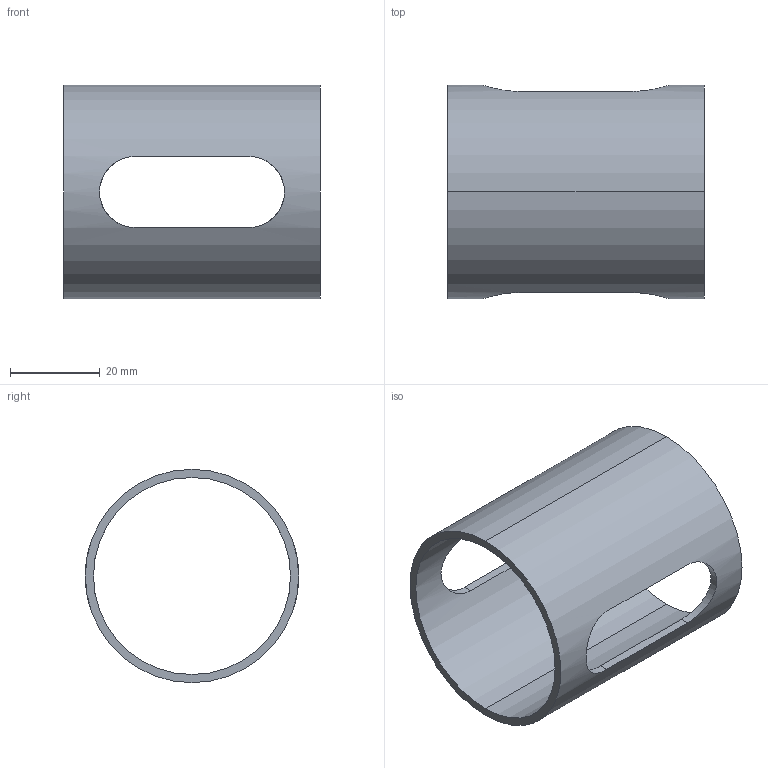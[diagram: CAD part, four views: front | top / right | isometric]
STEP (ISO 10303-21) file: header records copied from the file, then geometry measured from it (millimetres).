
FILE_DESCRIPTION((''),'2;1');
FILE_NAME('SLEEVE__SPACER_2_ASSY_SLDPRT__','2016-12-07T',('cxl300'),(''),'PRO/ENGINEER BY PARAMETRIC TECHNOLOGY CORPORATION, 2013230','PRO/ENGINEER BY PARAMETRIC TECHNOLOGY CORPORATION, 2013230','');
FILE_SCHEMA(('CONFIG_CONTROL_DESIGN','GEOMETRIC_VALIDATION_PROPERTIES_MIM'));
Length unit declared in the file: millimetre
Products named in the file (1): SLEEVE__SPACER_2_ASSY_SLDPRT__
Bounding box: 57.15 x 47.62 x 47.62 mm (x, y, z)
Volume: 12795.4 mm3; surface area: 14905.9 mm2
Topology: 1 solids, 1 shells, 14 faces, 36 edges, 24 vertices
Faces by surface type: cylinder 8, plane 6
Entity records: 652 total; most frequent: CARTESIAN_POINT 217, ORIENTED_EDGE 72, DIRECTION 64, EDGE_CURVE 36, VERTEX_POINT 24, AXIS2_PLACEMENT_3D 22, VECTOR 20, LINE 20
